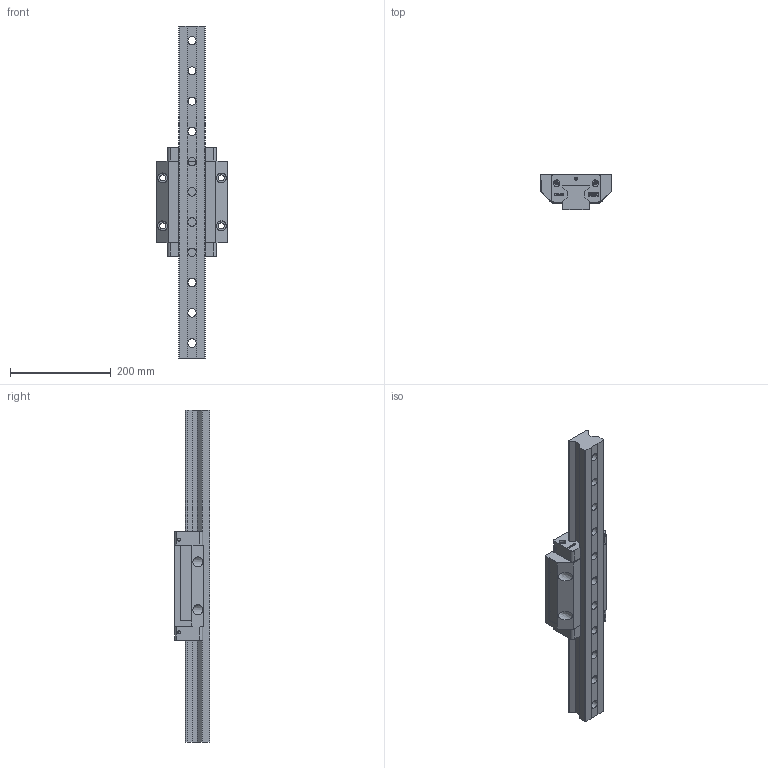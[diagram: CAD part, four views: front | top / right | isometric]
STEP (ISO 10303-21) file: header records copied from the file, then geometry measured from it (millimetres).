
FILE_DESCRIPTION((''),'2;1');
FILE_NAME('Assieme MG 55 LL cliente.stp','2009-06-09T11:46:52',('ufficiotecnicodue'),(''),'Autodesk Inventor 2008','Autodesk Inventor 2008','');
FILE_SCHEMA(('AUTOMOTIVE_DESIGN { 1 0 10303 214 1 1 1 1 }'));
Length unit declared in the file: millimetre
Products named in the file (4): Assieme MG 55 LL cliente; Monoguida MG 55 cliente; Pattino MG LL 55 cliente; TC55 cliente
Assembly tree (4 placements, depth 2):
  Assieme MG 55 LL cliente
    Monoguida MG 55 cliente
    Pattino MG LL 55 cliente
    TC55 cliente  x2
Bounding box: 140 x 70 x 658 mm (x, y, z)
Volume: 2362820.5 mm3; surface area: 309457.6 mm2
Topology: 4 solids, 4 shells, 652 faces, 1709 edges, 1128 vertices
Faces by surface type: plane 406, bspline 142, cylinder 90, cone 14
Full cylindrical faces by diameter (mm): 1.541 x2, 4.237 x2, 4.917 x4, 7 x4, 10 x2, 13 x4
Entity records: 13148 total; most frequent: CARTESIAN_POINT 3496, ORIENTED_EDGE 1982, DIRECTION 1772, EDGE_CURVE 991, VECTOR 730, LINE 730, VERTEX_POINT 677, EDGE_LOOP 540
